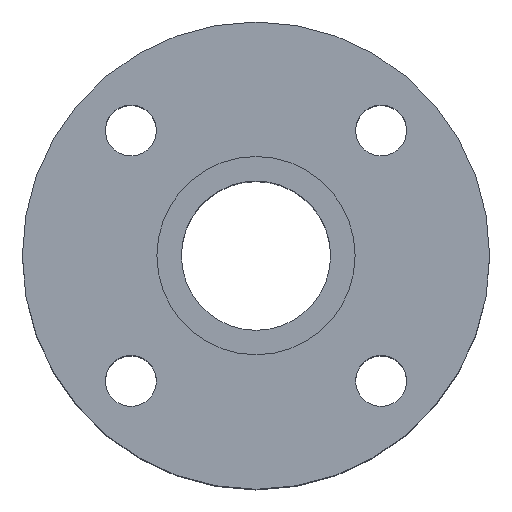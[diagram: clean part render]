
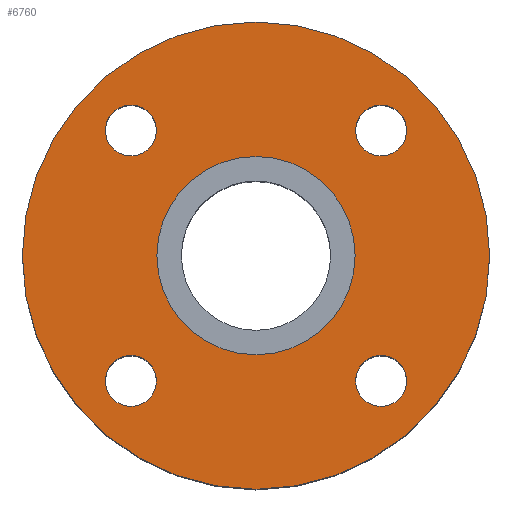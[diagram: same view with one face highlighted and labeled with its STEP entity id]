
A CAD part, top view. The second image highlights one B-rep face of the part: STEP entity #6760.
In plain terms, the highlighted planar face has unit normal (0, 0, 1).
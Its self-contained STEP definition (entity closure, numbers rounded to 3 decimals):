
#59 = AXIS2_PLACEMENT_3D ( 'NONE', #15458, #22054, #24544 ) ;
#383 = EDGE_CURVE ( 'NONE', #9602, #10506, #15706, .T. ) ;
#426 = DIRECTION ( 'NONE',  ( 0., 0., 1. ) ) ;
#819 = CARTESIAN_POINT ( 'NONE',  ( 0., 35., -1. ) ) ;
#1115 = FACE_OUTER_BOUND ( 'NONE', #20814, .T. ) ;
#1731 = DIRECTION ( 'NONE',  ( 0., 0., 1. ) ) ;
#1744 = VERTEX_POINT ( 'NONE', #19232 ) ;
#1803 = CARTESIAN_POINT ( 'NONE',  ( 82.5, 0., -1. ) ) ;
#2096 = ORIENTED_EDGE ( 'NONE', *, *, #383, .F. ) ;
#2323 = DIRECTION ( 'NONE',  ( -1., 0., 0. ) ) ;
#2977 = CARTESIAN_POINT ( 'NONE',  ( -44.194, 44.194, -1. ) ) ;
#3225 = DIRECTION ( 'NONE',  ( 0., 0., 1. ) ) ;
#3308 = FACE_BOUND ( 'NONE', #21270, .T. ) ;
#3531 = DIRECTION ( 'NONE',  ( 0., 0., 1. ) ) ;
#3576 = EDGE_CURVE ( 'NONE', #28669, #1744, #15427, .T. ) ;
#4087 = CARTESIAN_POINT ( 'NONE',  ( -44.194, -44.194, -1. ) ) ;
#4091 = EDGE_CURVE ( 'NONE', #27377, #14628, #23849, .T. ) ;
#4381 = VERTEX_POINT ( 'NONE', #16754 ) ;
#4694 = CIRCLE ( 'NONE', #13146, 9. ) ;
#5174 = EDGE_CURVE ( 'NONE', #10506, #9602, #11245, .T. ) ;
#6117 = CIRCLE ( 'NONE', #27163, 9. ) ;
#6269 = EDGE_LOOP ( 'NONE', ( #10298, #20937 ) ) ;
#6370 = DIRECTION ( 'NONE',  ( 0., 0., 1. ) ) ;
#6636 = CIRCLE ( 'NONE', #17895, 9. ) ;
#6760 = ADVANCED_FACE ( 'NONE', ( #3308, #20791, #7719, #11848, #25612, #1115 ), #11695, .F. ) ;
#6784 = CARTESIAN_POINT ( 'NONE',  ( -35.194, -44.194, -1. ) ) ;
#7154 = CIRCLE ( 'NONE', #26823, 9. ) ;
#7719 = FACE_BOUND ( 'NONE', #19140, .T. ) ;
#7835 = ORIENTED_EDGE ( 'NONE', *, *, #18854, .F. ) ;
#8095 = AXIS2_PLACEMENT_3D ( 'NONE', #11067, #6370, #13276 ) ;
#8310 = EDGE_CURVE ( 'NONE', #4381, #11388, #4694, .T. ) ;
#9270 = EDGE_CURVE ( 'NONE', #10819, #16103, #13657, .T. ) ;
#9316 = ORIENTED_EDGE ( 'NONE', *, *, #8310, .F. ) ;
#9602 = VERTEX_POINT ( 'NONE', #15964 ) ;
#10038 = EDGE_LOOP ( 'NONE', ( #21490, #2096 ) ) ;
#10298 = ORIENTED_EDGE ( 'NONE', *, *, #27764, .F. ) ;
#10457 = DIRECTION ( 'NONE',  ( 0., 0., 1. ) ) ;
#10506 = VERTEX_POINT ( 'NONE', #22521 ) ;
#10743 = EDGE_CURVE ( 'NONE', #16103, #10819, #21618, .T. ) ;
#10761 = DIRECTION ( 'NONE',  ( 0., 0., 1. ) ) ;
#10812 = AXIS2_PLACEMENT_3D ( 'NONE', #4087, #13489, #2323 ) ;
#10819 = VERTEX_POINT ( 'NONE', #1803 ) ;
#10844 = DIRECTION ( 'NONE',  ( 1., 0., 0. ) ) ;
#10970 = ORIENTED_EDGE ( 'NONE', *, *, #4091, .F. ) ;
#11067 = CARTESIAN_POINT ( 'NONE',  ( 44.194, -44.194, -1. ) ) ;
#11245 = CIRCLE ( 'NONE', #29009, 35. ) ;
#11388 = VERTEX_POINT ( 'NONE', #21628 ) ;
#11695 = PLANE ( 'NONE',  #20617 ) ;
#11848 = FACE_BOUND ( 'NONE', #6269, .T. ) ;
#11944 = DIRECTION ( 'NONE',  ( 0., 0., 1. ) ) ;
#13146 = AXIS2_PLACEMENT_3D ( 'NONE', #16607, #3531, #23055 ) ;
#13276 = DIRECTION ( 'NONE',  ( 0., -1., 0. ) ) ;
#13489 = DIRECTION ( 'NONE',  ( 0., 0., 1. ) ) ;
#13657 = CIRCLE ( 'NONE', #17404, 82.5 ) ;
#13707 = CARTESIAN_POINT ( 'NONE',  ( -53.194, -44.194, -1. ) ) ;
#13864 = ORIENTED_EDGE ( 'NONE', *, *, #14226, .F. ) ;
#14220 = DIRECTION ( 'NONE',  ( 0., 0., 1. ) ) ;
#14226 = EDGE_CURVE ( 'NONE', #11388, #4381, #20751, .T. ) ;
#14628 = VERTEX_POINT ( 'NONE', #27702 ) ;
#14673 = ORIENTED_EDGE ( 'NONE', *, *, #10743, .T. ) ;
#14760 = VERTEX_POINT ( 'NONE', #13707 ) ;
#15427 = CIRCLE ( 'NONE', #24310, 9. ) ;
#15458 = CARTESIAN_POINT ( 'NONE',  ( 0., 0., -1. ) ) ;
#15468 = DIRECTION ( 'NONE',  ( 0., 0., 1. ) ) ;
#15510 = ORIENTED_EDGE ( 'NONE', *, *, #25767, .F. ) ;
#15706 = CIRCLE ( 'NONE', #27847, 35. ) ;
#15964 = CARTESIAN_POINT ( 'NONE',  ( -35., 0., -1. ) ) ;
#15966 = CIRCLE ( 'NONE', #10812, 9. ) ;
#16103 = VERTEX_POINT ( 'NONE', #16887 ) ;
#16145 = DIRECTION ( 'NONE',  ( 0., 1., 0. ) ) ;
#16607 = CARTESIAN_POINT ( 'NONE',  ( 44.194, -44.194, -1. ) ) ;
#16662 = CARTESIAN_POINT ( 'NONE',  ( 0., 0., -1. ) ) ;
#16738 = CARTESIAN_POINT ( 'NONE',  ( -44.194, -44.194, -1. ) ) ;
#16754 = CARTESIAN_POINT ( 'NONE',  ( 53.194, -44.194, -1. ) ) ;
#16887 = CARTESIAN_POINT ( 'NONE',  ( -82.5, 0., -1. ) ) ;
#17388 = DIRECTION ( 'NONE',  ( 1., 0., 0. ) ) ;
#17404 = AXIS2_PLACEMENT_3D ( 'NONE', #24237, #10761, #28774 ) ;
#17499 = DIRECTION ( 'NONE',  ( 1., 0., 0. ) ) ;
#17895 = AXIS2_PLACEMENT_3D ( 'NONE', #21832, #1731, #10844 ) ;
#18698 = VERTEX_POINT ( 'NONE', #6784 ) ;
#18761 = DIRECTION ( 'NONE',  ( 1., 0., 0. ) ) ;
#18854 = EDGE_CURVE ( 'NONE', #14628, #27377, #7154, .T. ) ;
#19140 = EDGE_LOOP ( 'NONE', ( #7835, #10970 ) ) ;
#19232 = CARTESIAN_POINT ( 'NONE',  ( 53.194, 44.194, -1. ) ) ;
#19693 = CARTESIAN_POINT ( 'NONE',  ( 44.194, 44.194, -1. ) ) ;
#20617 = AXIS2_PLACEMENT_3D ( 'NONE', #819, #27509, #20639 ) ;
#20639 = DIRECTION ( 'NONE',  ( -1., 0., 0. ) ) ;
#20751 = CIRCLE ( 'NONE', #8095, 9. ) ;
#20791 = FACE_BOUND ( 'NONE', #24940, .T. ) ;
#20814 = EDGE_LOOP ( 'NONE', ( #24180, #14673 ) ) ;
#20937 = ORIENTED_EDGE ( 'NONE', *, *, #3576, .F. ) ;
#21270 = EDGE_LOOP ( 'NONE', ( #9316, #13864 ) ) ;
#21448 = DIRECTION ( 'NONE',  ( 0., 1., 0. ) ) ;
#21490 = ORIENTED_EDGE ( 'NONE', *, *, #5174, .F. ) ;
#21618 = CIRCLE ( 'NONE', #59, 82.5 ) ;
#21628 = CARTESIAN_POINT ( 'NONE',  ( 35.194, -44.194, -1. ) ) ;
#21832 = CARTESIAN_POINT ( 'NONE',  ( 44.194, 44.194, -1. ) ) ;
#22054 = DIRECTION ( 'NONE',  ( 0., 0., 1. ) ) ;
#22521 = CARTESIAN_POINT ( 'NONE',  ( 35., 0., -1. ) ) ;
#22524 = CARTESIAN_POINT ( 'NONE',  ( 35.194, 44.194, -1. ) ) ;
#22591 = CARTESIAN_POINT ( 'NONE',  ( -44.194, 44.194, -1. ) ) ;
#23055 = DIRECTION ( 'NONE',  ( 0., -1., 0. ) ) ;
#23214 = EDGE_CURVE ( 'NONE', #14760, #18698, #6117, .T. ) ;
#23849 = CIRCLE ( 'NONE', #27116, 9. ) ;
#24180 = ORIENTED_EDGE ( 'NONE', *, *, #9270, .T. ) ;
#24237 = CARTESIAN_POINT ( 'NONE',  ( 0., 0., -1. ) ) ;
#24310 = AXIS2_PLACEMENT_3D ( 'NONE', #19693, #10457, #17499 ) ;
#24525 = CARTESIAN_POINT ( 'NONE',  ( -53.194, 44.194, -1. ) ) ;
#24544 = DIRECTION ( 'NONE',  ( 1., 0., 0. ) ) ;
#24940 = EDGE_LOOP ( 'NONE', ( #15510, #28132 ) ) ;
#25540 = DIRECTION ( 'NONE',  ( -1., 0., 0. ) ) ;
#25612 = FACE_BOUND ( 'NONE', #10038, .T. ) ;
#25767 = EDGE_CURVE ( 'NONE', #18698, #14760, #15966, .T. ) ;
#26823 = AXIS2_PLACEMENT_3D ( 'NONE', #22591, #426, #16145 ) ;
#27116 = AXIS2_PLACEMENT_3D ( 'NONE', #2977, #11944, #21448 ) ;
#27163 = AXIS2_PLACEMENT_3D ( 'NONE', #16738, #3225, #25540 ) ;
#27377 = VERTEX_POINT ( 'NONE', #24525 ) ;
#27401 = CARTESIAN_POINT ( 'NONE',  ( 0., 0., -1. ) ) ;
#27509 = DIRECTION ( 'NONE',  ( 0., 0., -1. ) ) ;
#27702 = CARTESIAN_POINT ( 'NONE',  ( -35.194, 44.194, -1. ) ) ;
#27764 = EDGE_CURVE ( 'NONE', #1744, #28669, #6636, .T. ) ;
#27847 = AXIS2_PLACEMENT_3D ( 'NONE', #16662, #15468, #17388 ) ;
#28132 = ORIENTED_EDGE ( 'NONE', *, *, #23214, .F. ) ;
#28669 = VERTEX_POINT ( 'NONE', #22524 ) ;
#28774 = DIRECTION ( 'NONE',  ( 1., 0., 0. ) ) ;
#29009 = AXIS2_PLACEMENT_3D ( 'NONE', #27401, #14220, #18761 ) ;
